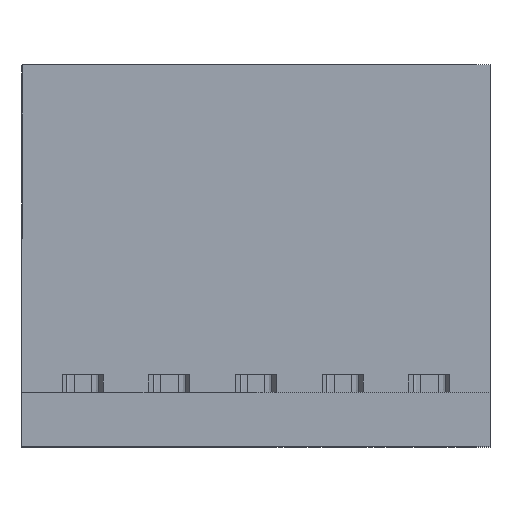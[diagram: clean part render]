
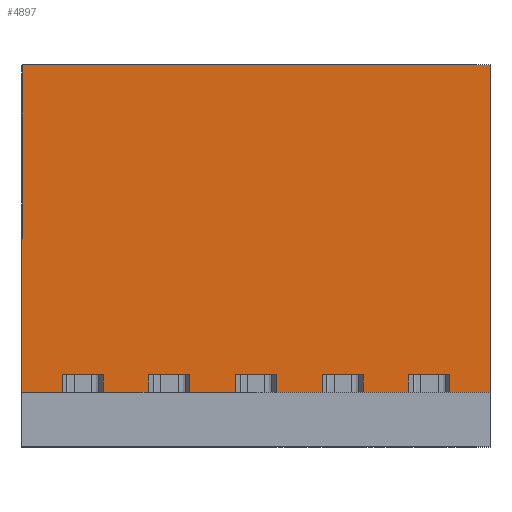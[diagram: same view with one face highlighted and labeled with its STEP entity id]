
A CAD part, top view. The second image highlights one B-rep face of the part: STEP entity #4897.
In plain terms, the highlighted planar face has unit normal (0, 0, 1).
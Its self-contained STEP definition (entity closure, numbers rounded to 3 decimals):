
#4708=AXIS2_PLACEMENT_3D('Plane Axis2P3D',#4705,#4706,#4707) ;
#2851=CARTESIAN_POINT('Vertex',(4.69,3.1,31.08)) ;
#2854=CARTESIAN_POINT('Line Origine',(4.69,3.615,31.08)) ;
#2858=CARTESIAN_POINT('Vertex',(4.69,4.13,31.08)) ;
#2912=CARTESIAN_POINT('Vertex',(2.31,3.1,31.08)) ;
#2927=CARTESIAN_POINT('Line Origine',(2.31,3.615,31.08)) ;
#2931=CARTESIAN_POINT('Vertex',(2.31,4.13,31.08)) ;
#3652=CARTESIAN_POINT('Line Origine',(3.5,4.13,31.08)) ;
#3780=CARTESIAN_POINT('Vertex',(0.,3.1,31.08)) ;
#3783=CARTESIAN_POINT('Line Origine',(0.,11.,31.08)) ;
#3787=CARTESIAN_POINT('Vertex',(0.,22.,31.08)) ;
#4668=CARTESIAN_POINT('Vertex',(27.,22.,31.08)) ;
#4671=CARTESIAN_POINT('Line Origine',(13.5,22.,31.08)) ;
#4705=CARTESIAN_POINT('Axis2P3D Location',(-0.12,3.1,31.08)) ;
#4710=CARTESIAN_POINT('Line Origine',(1.155,3.1,31.08)) ;
#4715=CARTESIAN_POINT('Line Origine',(5.345,3.1,31.08)) ;
#4719=CARTESIAN_POINT('Vertex',(6.,3.1,31.08)) ;
#4722=CARTESIAN_POINT('Line Origine',(6.655,3.1,31.08)) ;
#4726=CARTESIAN_POINT('Vertex',(7.31,3.1,31.08)) ;
#4729=CARTESIAN_POINT('Line Origine',(7.31,3.615,31.08)) ;
#4733=CARTESIAN_POINT('Vertex',(7.31,4.13,31.08)) ;
#4736=CARTESIAN_POINT('Line Origine',(8.5,4.13,31.08)) ;
#4740=CARTESIAN_POINT('Vertex',(9.69,4.13,31.08)) ;
#4743=CARTESIAN_POINT('Line Origine',(9.69,3.615,31.08)) ;
#4747=CARTESIAN_POINT('Vertex',(9.69,3.1,31.08)) ;
#4750=CARTESIAN_POINT('Line Origine',(10.345,3.1,31.08)) ;
#4754=CARTESIAN_POINT('Vertex',(11.,3.1,31.08)) ;
#4757=CARTESIAN_POINT('Line Origine',(11.655,3.1,31.08)) ;
#4761=CARTESIAN_POINT('Vertex',(12.31,3.1,31.08)) ;
#4764=CARTESIAN_POINT('Line Origine',(12.31,3.615,31.08)) ;
#4768=CARTESIAN_POINT('Vertex',(12.31,4.13,31.08)) ;
#4771=CARTESIAN_POINT('Line Origine',(13.5,4.13,31.08)) ;
#4775=CARTESIAN_POINT('Vertex',(14.69,4.13,31.08)) ;
#4778=CARTESIAN_POINT('Line Origine',(14.69,3.615,31.08)) ;
#4782=CARTESIAN_POINT('Vertex',(14.69,3.1,31.08)) ;
#4785=CARTESIAN_POINT('Line Origine',(15.345,3.1,31.08)) ;
#4789=CARTESIAN_POINT('Vertex',(16.,3.1,31.08)) ;
#4792=CARTESIAN_POINT('Line Origine',(16.655,3.1,31.08)) ;
#4796=CARTESIAN_POINT('Vertex',(17.31,3.1,31.08)) ;
#4799=CARTESIAN_POINT('Line Origine',(17.31,3.615,31.08)) ;
#4803=CARTESIAN_POINT('Vertex',(17.31,4.13,31.08)) ;
#4806=CARTESIAN_POINT('Line Origine',(18.5,4.13,31.08)) ;
#4810=CARTESIAN_POINT('Vertex',(19.69,4.13,31.08)) ;
#4813=CARTESIAN_POINT('Line Origine',(19.69,3.615,31.08)) ;
#4817=CARTESIAN_POINT('Vertex',(19.69,3.1,31.08)) ;
#4820=CARTESIAN_POINT('Line Origine',(20.345,3.1,31.08)) ;
#4824=CARTESIAN_POINT('Vertex',(21.,3.1,31.08)) ;
#4827=CARTESIAN_POINT('Line Origine',(21.655,3.1,31.08)) ;
#4831=CARTESIAN_POINT('Vertex',(22.31,3.1,31.08)) ;
#4834=CARTESIAN_POINT('Line Origine',(22.31,3.615,31.08)) ;
#4838=CARTESIAN_POINT('Vertex',(22.31,4.13,31.08)) ;
#4841=CARTESIAN_POINT('Line Origine',(23.5,4.13,31.08)) ;
#4845=CARTESIAN_POINT('Vertex',(24.69,4.13,31.08)) ;
#4848=CARTESIAN_POINT('Line Origine',(24.69,3.615,31.08)) ;
#4852=CARTESIAN_POINT('Vertex',(24.69,3.1,31.08)) ;
#4855=CARTESIAN_POINT('Line Origine',(25.845,3.1,31.08)) ;
#4859=CARTESIAN_POINT('Vertex',(27.,3.1,31.08)) ;
#4862=CARTESIAN_POINT('Line Origine',(27.,12.55,31.08)) ;
#2855=DIRECTION('Vector Direction',(0.,1.,0.)) ;
#2928=DIRECTION('Vector Direction',(0.,1.,0.)) ;
#3653=DIRECTION('Vector Direction',(-1.,0.,0.)) ;
#3784=DIRECTION('Vector Direction',(0.,-1.,0.)) ;
#4672=DIRECTION('Vector Direction',(1.,0.,0.)) ;
#4706=DIRECTION('Axis2P3D Direction',(0.,0.,-1.)) ;
#4707=DIRECTION('Axis2P3D XDirection',(0.,1.,0.)) ;
#4711=DIRECTION('Vector Direction',(1.,0.,0.)) ;
#4716=DIRECTION('Vector Direction',(1.,0.,0.)) ;
#4723=DIRECTION('Vector Direction',(1.,0.,0.)) ;
#4730=DIRECTION('Vector Direction',(0.,1.,0.)) ;
#4737=DIRECTION('Vector Direction',(-1.,0.,0.)) ;
#4744=DIRECTION('Vector Direction',(0.,1.,0.)) ;
#4751=DIRECTION('Vector Direction',(1.,0.,0.)) ;
#4758=DIRECTION('Vector Direction',(1.,0.,0.)) ;
#4765=DIRECTION('Vector Direction',(0.,1.,0.)) ;
#4772=DIRECTION('Vector Direction',(-1.,0.,0.)) ;
#4779=DIRECTION('Vector Direction',(0.,1.,0.)) ;
#4786=DIRECTION('Vector Direction',(1.,0.,0.)) ;
#4793=DIRECTION('Vector Direction',(1.,0.,0.)) ;
#4800=DIRECTION('Vector Direction',(0.,1.,0.)) ;
#4807=DIRECTION('Vector Direction',(-1.,0.,0.)) ;
#4814=DIRECTION('Vector Direction',(0.,1.,0.)) ;
#4821=DIRECTION('Vector Direction',(1.,0.,0.)) ;
#4828=DIRECTION('Vector Direction',(1.,0.,0.)) ;
#4835=DIRECTION('Vector Direction',(0.,1.,0.)) ;
#4842=DIRECTION('Vector Direction',(-1.,0.,0.)) ;
#4849=DIRECTION('Vector Direction',(0.,1.,0.)) ;
#4856=DIRECTION('Vector Direction',(1.,0.,0.)) ;
#4863=DIRECTION('Vector Direction',(0.,1.,0.)) ;
#2856=VECTOR('Line Direction',#2855,1.) ;
#2929=VECTOR('Line Direction',#2928,1.) ;
#3654=VECTOR('Line Direction',#3653,1.) ;
#3785=VECTOR('Line Direction',#3784,1.) ;
#4673=VECTOR('Line Direction',#4672,1.) ;
#4712=VECTOR('Line Direction',#4711,1.) ;
#4717=VECTOR('Line Direction',#4716,1.) ;
#4724=VECTOR('Line Direction',#4723,1.) ;
#4731=VECTOR('Line Direction',#4730,1.) ;
#4738=VECTOR('Line Direction',#4737,1.) ;
#4745=VECTOR('Line Direction',#4744,1.) ;
#4752=VECTOR('Line Direction',#4751,1.) ;
#4759=VECTOR('Line Direction',#4758,1.) ;
#4766=VECTOR('Line Direction',#4765,1.) ;
#4773=VECTOR('Line Direction',#4772,1.) ;
#4780=VECTOR('Line Direction',#4779,1.) ;
#4787=VECTOR('Line Direction',#4786,1.) ;
#4794=VECTOR('Line Direction',#4793,1.) ;
#4801=VECTOR('Line Direction',#4800,1.) ;
#4808=VECTOR('Line Direction',#4807,1.) ;
#4815=VECTOR('Line Direction',#4814,1.) ;
#4822=VECTOR('Line Direction',#4821,1.) ;
#4829=VECTOR('Line Direction',#4828,1.) ;
#4836=VECTOR('Line Direction',#4835,1.) ;
#4843=VECTOR('Line Direction',#4842,1.) ;
#4850=VECTOR('Line Direction',#4849,1.) ;
#4857=VECTOR('Line Direction',#4856,1.) ;
#4864=VECTOR('Line Direction',#4863,1.) ;
#4868=ORIENTED_EDGE('',*,*,#3789,.F.) ;
#4869=ORIENTED_EDGE('',*,*,#4714,.T.) ;
#4870=ORIENTED_EDGE('',*,*,#2933,.T.) ;
#4871=ORIENTED_EDGE('',*,*,#3656,.F.) ;
#4872=ORIENTED_EDGE('',*,*,#2860,.F.) ;
#4873=ORIENTED_EDGE('',*,*,#4721,.T.) ;
#4874=ORIENTED_EDGE('',*,*,#4728,.T.) ;
#4875=ORIENTED_EDGE('',*,*,#4735,.T.) ;
#4876=ORIENTED_EDGE('',*,*,#4742,.F.) ;
#4877=ORIENTED_EDGE('',*,*,#4749,.F.) ;
#4878=ORIENTED_EDGE('',*,*,#4756,.T.) ;
#4879=ORIENTED_EDGE('',*,*,#4763,.T.) ;
#4880=ORIENTED_EDGE('',*,*,#4770,.T.) ;
#4881=ORIENTED_EDGE('',*,*,#4777,.F.) ;
#4882=ORIENTED_EDGE('',*,*,#4784,.F.) ;
#4883=ORIENTED_EDGE('',*,*,#4791,.T.) ;
#4884=ORIENTED_EDGE('',*,*,#4798,.T.) ;
#4885=ORIENTED_EDGE('',*,*,#4805,.T.) ;
#4886=ORIENTED_EDGE('',*,*,#4812,.F.) ;
#4887=ORIENTED_EDGE('',*,*,#4819,.F.) ;
#4888=ORIENTED_EDGE('',*,*,#4826,.T.) ;
#4889=ORIENTED_EDGE('',*,*,#4833,.T.) ;
#4890=ORIENTED_EDGE('',*,*,#4840,.T.) ;
#4891=ORIENTED_EDGE('',*,*,#4847,.F.) ;
#4892=ORIENTED_EDGE('',*,*,#4854,.F.) ;
#4893=ORIENTED_EDGE('',*,*,#4861,.T.) ;
#4894=ORIENTED_EDGE('',*,*,#4866,.T.) ;
#4895=ORIENTED_EDGE('',*,*,#4675,.F.) ;
#4897=ADVANCED_FACE('Model',(#4896),#4709,.F.) ;
#2860=EDGE_CURVE('',#2852,#2859,#2857,.T.) ;
#2933=EDGE_CURVE('',#2913,#2932,#2930,.T.) ;
#3656=EDGE_CURVE('',#2859,#2932,#3655,.T.) ;
#3789=EDGE_CURVE('',#3781,#3788,#3786,.F.) ;
#4675=EDGE_CURVE('',#3788,#4669,#4674,.T.) ;
#4714=EDGE_CURVE('',#3781,#2913,#4713,.T.) ;
#4721=EDGE_CURVE('',#2852,#4720,#4718,.T.) ;
#4728=EDGE_CURVE('',#4720,#4727,#4725,.T.) ;
#4735=EDGE_CURVE('',#4727,#4734,#4732,.T.) ;
#4742=EDGE_CURVE('',#4741,#4734,#4739,.T.) ;
#4749=EDGE_CURVE('',#4748,#4741,#4746,.T.) ;
#4756=EDGE_CURVE('',#4748,#4755,#4753,.T.) ;
#4763=EDGE_CURVE('',#4755,#4762,#4760,.T.) ;
#4770=EDGE_CURVE('',#4762,#4769,#4767,.T.) ;
#4777=EDGE_CURVE('',#4776,#4769,#4774,.T.) ;
#4784=EDGE_CURVE('',#4783,#4776,#4781,.T.) ;
#4791=EDGE_CURVE('',#4783,#4790,#4788,.T.) ;
#4798=EDGE_CURVE('',#4790,#4797,#4795,.T.) ;
#4805=EDGE_CURVE('',#4797,#4804,#4802,.T.) ;
#4812=EDGE_CURVE('',#4811,#4804,#4809,.T.) ;
#4819=EDGE_CURVE('',#4818,#4811,#4816,.T.) ;
#4826=EDGE_CURVE('',#4818,#4825,#4823,.T.) ;
#4833=EDGE_CURVE('',#4825,#4832,#4830,.T.) ;
#4840=EDGE_CURVE('',#4832,#4839,#4837,.T.) ;
#4847=EDGE_CURVE('',#4846,#4839,#4844,.T.) ;
#4854=EDGE_CURVE('',#4853,#4846,#4851,.T.) ;
#4861=EDGE_CURVE('',#4853,#4860,#4858,.T.) ;
#4866=EDGE_CURVE('',#4860,#4669,#4865,.T.) ;
#4867=EDGE_LOOP('',(#4868,#4869,#4870,#4871,#4872,#4873,#4874,#4875,#4876,#4877,#4878,#4879,#4880,#4881,#4882,#4883,#4884,#4885,#4886,#4887,#4888,#4889,#4890,#4891,#4892,#4893,#4894,#4895)) ;
#4896=FACE_OUTER_BOUND('',#4867,.T.) ;
#2857=LINE('Line',#2854,#2856) ;
#2930=LINE('Line',#2927,#2929) ;
#3655=LINE('Line',#3652,#3654) ;
#3786=LINE('Line',#3783,#3785) ;
#4674=LINE('Line',#4671,#4673) ;
#4713=LINE('Line',#4710,#4712) ;
#4718=LINE('Line',#4715,#4717) ;
#4725=LINE('Line',#4722,#4724) ;
#4732=LINE('Line',#4729,#4731) ;
#4739=LINE('Line',#4736,#4738) ;
#4746=LINE('Line',#4743,#4745) ;
#4753=LINE('Line',#4750,#4752) ;
#4760=LINE('Line',#4757,#4759) ;
#4767=LINE('Line',#4764,#4766) ;
#4774=LINE('Line',#4771,#4773) ;
#4781=LINE('Line',#4778,#4780) ;
#4788=LINE('Line',#4785,#4787) ;
#4795=LINE('Line',#4792,#4794) ;
#4802=LINE('Line',#4799,#4801) ;
#4809=LINE('Line',#4806,#4808) ;
#4816=LINE('Line',#4813,#4815) ;
#4823=LINE('Line',#4820,#4822) ;
#4830=LINE('Line',#4827,#4829) ;
#4837=LINE('Line',#4834,#4836) ;
#4844=LINE('Line',#4841,#4843) ;
#4851=LINE('Line',#4848,#4850) ;
#4858=LINE('Line',#4855,#4857) ;
#4865=LINE('Line',#4862,#4864) ;
#4709=PLANE('',#4708) ;
#2852=VERTEX_POINT('',#2851) ;
#2859=VERTEX_POINT('',#2858) ;
#2913=VERTEX_POINT('',#2912) ;
#2932=VERTEX_POINT('',#2931) ;
#3781=VERTEX_POINT('',#3780) ;
#3788=VERTEX_POINT('',#3787) ;
#4669=VERTEX_POINT('',#4668) ;
#4720=VERTEX_POINT('',#4719) ;
#4727=VERTEX_POINT('',#4726) ;
#4734=VERTEX_POINT('',#4733) ;
#4741=VERTEX_POINT('',#4740) ;
#4748=VERTEX_POINT('',#4747) ;
#4755=VERTEX_POINT('',#4754) ;
#4762=VERTEX_POINT('',#4761) ;
#4769=VERTEX_POINT('',#4768) ;
#4776=VERTEX_POINT('',#4775) ;
#4783=VERTEX_POINT('',#4782) ;
#4790=VERTEX_POINT('',#4789) ;
#4797=VERTEX_POINT('',#4796) ;
#4804=VERTEX_POINT('',#4803) ;
#4811=VERTEX_POINT('',#4810) ;
#4818=VERTEX_POINT('',#4817) ;
#4825=VERTEX_POINT('',#4824) ;
#4832=VERTEX_POINT('',#4831) ;
#4839=VERTEX_POINT('',#4838) ;
#4846=VERTEX_POINT('',#4845) ;
#4853=VERTEX_POINT('',#4852) ;
#4860=VERTEX_POINT('',#4859) ;
